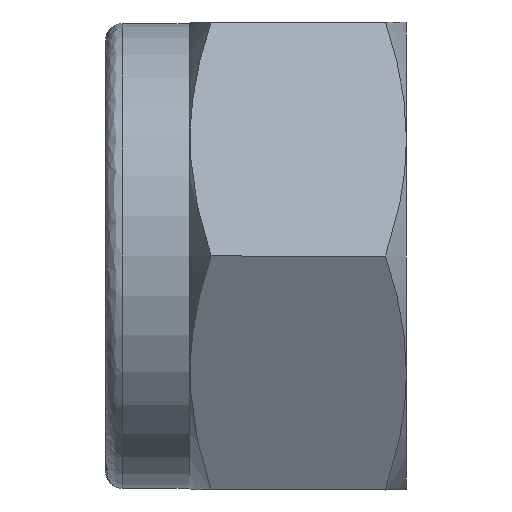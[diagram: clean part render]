
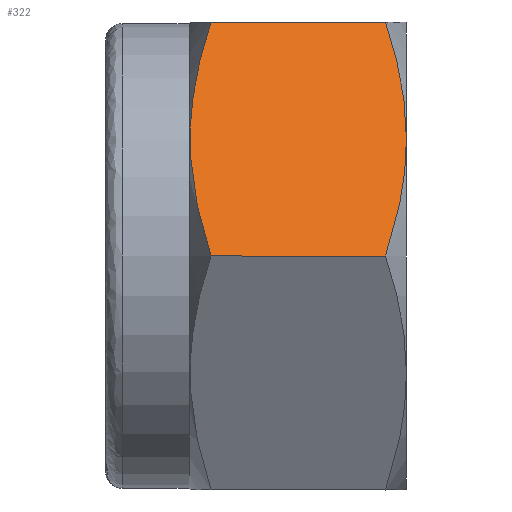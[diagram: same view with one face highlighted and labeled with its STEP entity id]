
A CAD part, left-side view. The second image highlights one B-rep face of the part: STEP entity #322.
In plain terms, the highlighted planar face has unit normal (-0.866, 0, 0.5).
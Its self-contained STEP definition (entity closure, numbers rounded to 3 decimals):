
#39 = B_SPLINE_CURVE_WITH_KNOTS ( 'NONE', 3,
 ( #846, #845, #853, #854, #855, #856, #857, #858, #859, #860, #861, #862 ),
 .UNSPECIFIED., .F., .F.,
 ( 4, 2, 2, 2, 2, 4 ),
 ( 0., 0.004, 0.008, 0.01, 0.012, 0.016 ),
 .UNSPECIFIED. ) ;
#40 = B_SPLINE_CURVE_WITH_KNOTS ( 'NONE', 3,
 ( #852, #851, #865, #866, #867, #868 ),
 .UNSPECIFIED., .F., .F.,
 ( 4, 2, 4 ),
 ( 0., 0.004, 0.008 ),
 .UNSPECIFIED. ) ;
#41 = B_SPLINE_CURVE_WITH_KNOTS ( 'NONE', 3,
 ( #864, #863, #871, #872, #873, #874 ),
 .UNSPECIFIED., .F., .F.,
 ( 4, 2, 4 ),
 ( 0., 0.004, 0.008 ),
 .UNSPECIFIED. ) ;
#161 = CARTESIAN_POINT ( 'NONE',  ( -16.166, 6.502, 0. ) ) ;
#168 = DIRECTION ( 'NONE',  ( 0., -1., 0. ) ) ;
#223 = PLANE ( 'NONE',  #641 ) ;
#224 = CARTESIAN_POINT ( 'NONE',  ( -16.166, -0.078, 0. ) ) ;
#229 = DIRECTION ( 'NONE',  ( -0.866, 0., 0.5 ) ) ;
#230 = DIRECTION ( 'NONE',  ( 0.5, 0., 0.866 ) ) ;
#284 = EDGE_CURVE ( 'NONE', #442, #398, #489, .T. ) ;
#322 = ADVANCED_FACE ( 'NONE', ( #521 ), #223, .T. ) ;
#366 = EDGE_LOOP ( 'NONE', ( #1338, #1339, #1340, #1341, #1342 ) ) ;
#390 = VERTEX_POINT ( 'NONE', #778 ) ;
#398 = VERTEX_POINT ( 'NONE', #789 ) ;
#407 = VERTEX_POINT ( 'NONE', #795 ) ;
#408 = VERTEX_POINT ( 'NONE', #796 ) ;
#442 = VERTEX_POINT ( 'NONE', #807 ) ;
#489 = LINE ( 'NONE', #161, #498 ) ;
#498 = VECTOR ( 'NONE', #168, 1000. ) ;
#521 = FACE_OUTER_BOUND ( 'NONE', #366, .T. ) ;
#559 = LINE ( 'NONE', #875, #561 ) ;
#561 = VECTOR ( 'NONE', #876, 1000. ) ;
#590 = EDGE_CURVE ( 'NONE', #390, #442, #39, .T. ) ;
#591 = EDGE_CURVE ( 'NONE', #398, #407, #40, .T. ) ;
#592 = EDGE_CURVE ( 'NONE', #407, #408, #41, .T. ) ;
#593 = EDGE_CURVE ( 'NONE', #390, #408, #559, .T. ) ;
#641 = AXIS2_PLACEMENT_3D ( 'NONE', #224, #229, #230 ) ;
#778 = CARTESIAN_POINT ( 'NONE',  ( -8.083, 11.692, 14. ) ) ;
#789 = CARTESIAN_POINT ( 'NONE',  ( -16.166, 1.25, 0. ) ) ;
#795 = CARTESIAN_POINT ( 'NONE',  ( -12.124, 0., 7. ) ) ;
#796 = CARTESIAN_POINT ( 'NONE',  ( -8.083, 1.25, 14. ) ) ;
#807 = CARTESIAN_POINT ( 'NONE',  ( -16.166, 11.692, 0. ) ) ;
#845 = CARTESIAN_POINT ( 'NONE',  ( -8.743, 12.073, 12.857 ) ) ;
#846 = CARTESIAN_POINT ( 'NONE',  ( -8.083, 11.692, 14. ) ) ;
#851 = CARTESIAN_POINT ( 'NONE',  ( -15.506, 0.869, 1.144 ) ) ;
#852 = CARTESIAN_POINT ( 'NONE',  ( -16.166, 1.25, 0. ) ) ;
#853 = CARTESIAN_POINT ( 'NONE',  ( -9.408, 12.387, 11.706 ) ) ;
#854 = CARTESIAN_POINT ( 'NONE',  ( -10.751, 12.822, 9.379 ) ) ;
#855 = CARTESIAN_POINT ( 'NONE',  ( -11.429, 12.941, 8.204 ) ) ;
#856 = CARTESIAN_POINT ( 'NONE',  ( -12.46, 12.943, 6.418 ) ) ;
#857 = CARTESIAN_POINT ( 'NONE',  ( -12.805, 12.913, 5.82 ) ) ;
#858 = CARTESIAN_POINT ( 'NONE',  ( -13.488, 12.799, 4.638 ) ) ;
#859 = CARTESIAN_POINT ( 'NONE',  ( -13.827, 12.715, 4.05 ) ) ;
#860 = CARTESIAN_POINT ( 'NONE',  ( -14.839, 12.388, 2.298 ) ) ;
#861 = CARTESIAN_POINT ( 'NONE',  ( -15.505, 12.073, 1.144 ) ) ;
#862 = CARTESIAN_POINT ( 'NONE',  ( -16.166, 11.692, 0. ) ) ;
#863 = CARTESIAN_POINT ( 'NONE',  ( -11.435, 0., 8.195 ) ) ;
#864 = CARTESIAN_POINT ( 'NONE',  ( -12.124, 0., 7. ) ) ;
#865 = CARTESIAN_POINT ( 'NONE',  ( -14.84, 0.555, 2.296 ) ) ;
#866 = CARTESIAN_POINT ( 'NONE',  ( -13.494, 0.12, 4.627 ) ) ;
#867 = CARTESIAN_POINT ( 'NONE',  ( -12.814, 0., 5.805 ) ) ;
#868 = CARTESIAN_POINT ( 'NONE',  ( -12.124, 0., 7. ) ) ;
#871 = CARTESIAN_POINT ( 'NONE',  ( -10.754, 0.12, 9.373 ) ) ;
#872 = CARTESIAN_POINT ( 'NONE',  ( -9.408, 0.555, 11.704 ) ) ;
#873 = CARTESIAN_POINT ( 'NONE',  ( -8.743, 0.869, 12.856 ) ) ;
#874 = CARTESIAN_POINT ( 'NONE',  ( -8.083, 1.25, 14. ) ) ;
#875 = CARTESIAN_POINT ( 'NONE',  ( -8.083, 6.471, 14. ) ) ;
#876 = DIRECTION ( 'NONE',  ( 0., -1., 0. ) ) ;
#1338 = ORIENTED_EDGE ( 'NONE', *, *, #590, .T. ) ;
#1339 = ORIENTED_EDGE ( 'NONE', *, *, #284, .T. ) ;
#1340 = ORIENTED_EDGE ( 'NONE', *, *, #591, .T. ) ;
#1341 = ORIENTED_EDGE ( 'NONE', *, *, #592, .T. ) ;
#1342 = ORIENTED_EDGE ( 'NONE', *, *, #593, .F. ) ;
